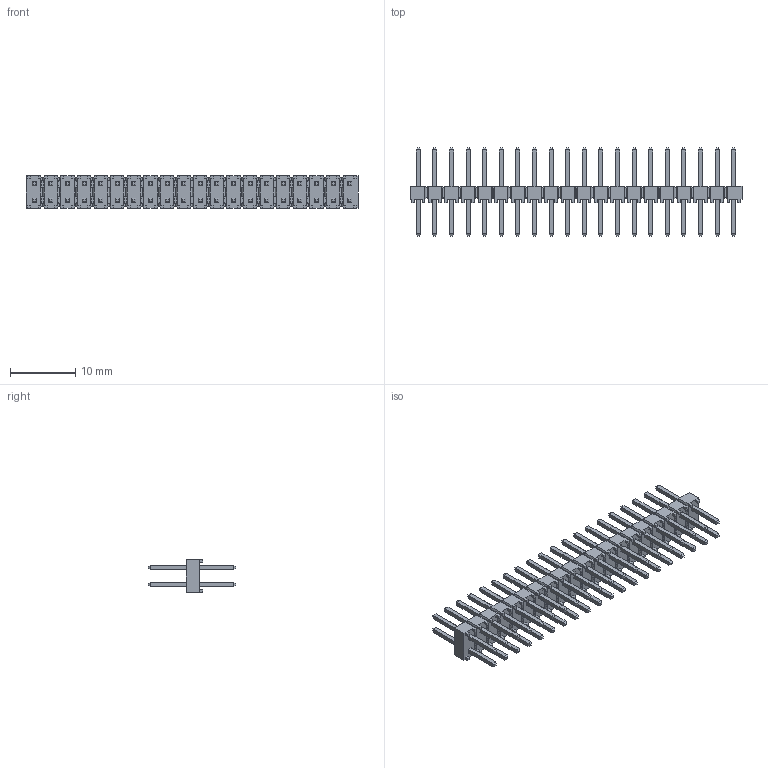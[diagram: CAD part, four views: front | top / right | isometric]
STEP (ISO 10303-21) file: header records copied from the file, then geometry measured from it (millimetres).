
FILE_DESCRIPTION(/* description */ ('STEP AP214'),/* implementation_level */ '2;1');
FILE_NAME(/* name */ 'HTSW-120-08-F-D',/* time_stamp */ '2023-02-21T18:04:51+01:00',/* author */ ('License CC BY-ND 4.0'),/* organization */ ('CADENAS'),/* preprocessor_version */ 'ST-DEVELOPER v18.102',/* originating_system */ 'PARTsolutions',/* authorisation */ ' ');
FILE_SCHEMA (('AUTOMOTIVE_DESIGN {1 0 10303 214 3 1 1}'));
Length unit declared in the file: inch
Products named in the file (3): HTSW-120-08-F-D; T-1S6-08-HTSW-1--08-20-D; HTSW-120-08-F-D_body
Assembly tree (2 placements, depth 2):
  HTSW-120-08-F-D
    T-1S6-08-HTSW-1--08-20-D
    HTSW-120-08-F-D_body
Bounding box: 50.8 x 13.46 x 5.03 mm (x, y, z)
Volume: 682.3 mm3; surface area: 2834.2 mm2
Topology: 2 solids, 2 shells, 1858 faces, 4698 edges, 2848 vertices
Faces by surface type: plane 1858
Entity records: 53856 total; most frequent: CARTESIAN_POINT 9407, ORIENTED_EDGE 9396, DIRECTION 8420, EDGE_CURVE 4698, LINE 4698, VECTOR 4698, VERTEX_POINT 2848, EDGE_LOOP 2018
